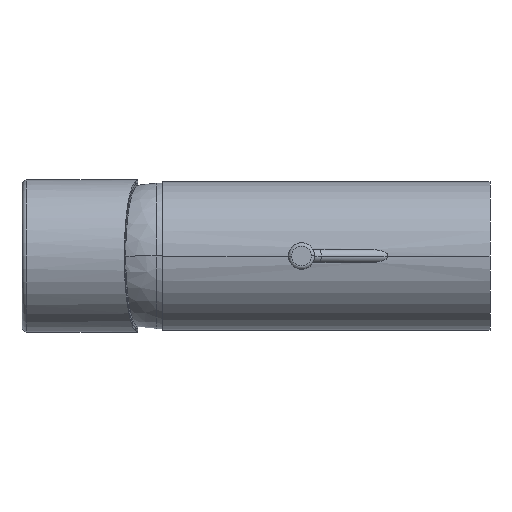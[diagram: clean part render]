
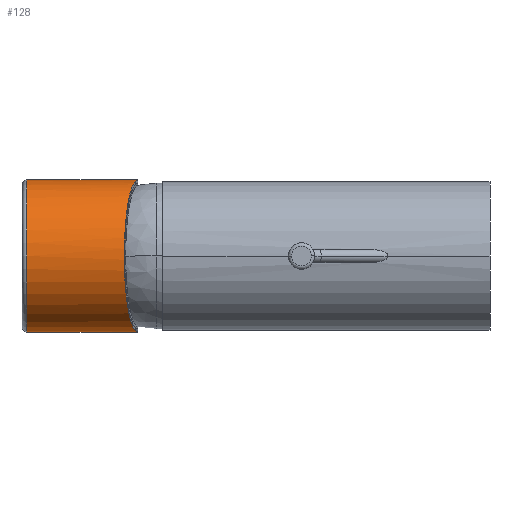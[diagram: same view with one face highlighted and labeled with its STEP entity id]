
A CAD part, left-side view. The second image highlights one B-rep face of the part: STEP entity #128.
In plain terms, the highlighted cylindrical face has radius 23 mm (diameter 46 mm), a partial arc.
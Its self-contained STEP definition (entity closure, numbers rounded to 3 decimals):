
#128=ADVANCED_FACE('NONE',(#260),#261,.T.);
#260=FACE_OUTER_BOUND('',#7072,.T.);
#261=CYLINDRICAL_SURFACE('',#7073,23.0);
#7072=EDGE_LOOP('',(#7846,#7847,#7848,#7849,#7850,#7851));
#7073=AXIS2_PLACEMENT_3D('',#7852,#7853,#7854);
#7846=ORIENTED_EDGE('',*,*,#8373,.F.);
#7847=ORIENTED_EDGE('',*,*,#8447,.T.);
#7848=ORIENTED_EDGE('',*,*,#8448,.T.);
#7849=ORIENTED_EDGE('',*,*,#8449,.T.);
#7850=ORIENTED_EDGE('',*,*,#8374,.T.);
#7851=ORIENTED_EDGE('',*,*,#8450,.F.);
#7852=CARTESIAN_POINT('',(0.,80.533,0.));
#7853=DIRECTION('',(0.0,-1.0,0.0));
#7854=DIRECTION('',(0.0,0.0,1.0));
#8373=EDGE_CURVE('NONE',#8671,#8663,#8673,.T.);
#8374=EDGE_CURVE('NONE',#8674,#8662,#8675,.T.);
#8447=EDGE_CURVE('NONE',#8671,#8798,#8799,.T.);
#8448=EDGE_CURVE('NONE',#8798,#8800,#8801,.T.);
#8449=EDGE_CURVE('NONE',#8800,#8674,#8802,.T.);
#8450=EDGE_CURVE('NONE',#8663,#8662,#8803,.T.);
#8662=VERTEX_POINT('NONE',#9299);
#8663=VERTEX_POINT('NONE',#9300);
#8671=VERTEX_POINT('NONE',#9308);
#8673=LINE('',#9313,#9314);
#8674=VERTEX_POINT('NONE',#9315);
#8675=LINE('',#9316,#9317);
#8798=VERTEX_POINT('NONE',#10685);
#8799=B_SPLINE_CURVE_WITH_KNOTS('',3,(#10686,#10687,#10688,#10689,#10690,#10691),.UNSPECIFIED.,.F.,.F.,(4,2,4),(0.004,0.007,0.009),.UNSPECIFIED.);
#8800=VERTEX_POINT('NONE',#10692);
#8801=(B_SPLINE_CURVE(3,(#10694,#10695,#10696,#10697),.UNSPECIFIED.,.F.,.F.)B_SPLINE_CURVE_WITH_KNOTS((4,4),(4.901,7.666),.UNSPECIFIED.)RATIONAL_B_SPLINE_CURVE((1.0,0.458,0.458,1.0))BOUNDED_CURVE()REPRESENTATION_ITEM('')GEOMETRIC_REPRESENTATION_ITEM()CURVE());
#8802=B_SPLINE_CURVE_WITH_KNOTS('',3,(#10704,#10705,#10706,#10707),.UNSPECIFIED.,.F.,.F.,(4,4),(0.,0.004),.UNSPECIFIED.);
#8803=CIRCLE('',#10708,23.0);
#9299=CARTESIAN_POINT('',(0.,47.1,23.0));
#9300=CARTESIAN_POINT('',(0.,47.1,-23.0));
#9308=CARTESIAN_POINT('',(0.,13.792,-23.0));
#9313=CARTESIAN_POINT('',(0.,80.533,-23.0));
#9314=VECTOR('',#11321,1000.0);
#9315=CARTESIAN_POINT('',(0.,13.792,23.0));
#9316=CARTESIAN_POINT('',(0.,80.533,23.0));
#9317=VECTOR('',#11322,1000.0);
#10685=CARTESIAN_POINT('',(-4.308,14.36,-22.593));
#10686=CARTESIAN_POINT('',(0.,13.792,-23.0));
#10687=CARTESIAN_POINT('',(-0.72,13.855,-23.0));
#10688=CARTESIAN_POINT('',(-1.44,13.934,-22.966));
#10689=CARTESIAN_POINT('',(-2.88,14.124,-22.83));
#10690=CARTESIAN_POINT('',(-3.599,14.235,-22.728));
#10691=CARTESIAN_POINT('',(-4.308,14.36,-22.593));
#10692=CARTESIAN_POINT('',(-4.308,14.36,22.593));
#10694=CARTESIAN_POINT('',(-4.308,14.36,-22.593));
#10695=CARTESIAN_POINT('',(-36.598,20.053,-16.436));
#10696=CARTESIAN_POINT('',(-36.598,20.053,16.436));
#10697=CARTESIAN_POINT('',(-4.308,14.36,22.593));
#10704=CARTESIAN_POINT('',(-4.308,14.36,22.593));
#10705=CARTESIAN_POINT('',(-2.883,14.108,22.865));
#10706=CARTESIAN_POINT('',(-1.447,13.919,23.0));
#10707=CARTESIAN_POINT('',(0.,13.792,23.0));
#10708=AXIS2_PLACEMENT_3D('',#11354,#11355,#11356);
#11321=DIRECTION('',(-0.0,1.0,-0.0));
#11322=DIRECTION('',(-0.0,1.0,-0.0));
#11354=CARTESIAN_POINT('',(0.,47.1,0.));
#11355=DIRECTION('',(-0.0,1.0,0.0));
#11356=DIRECTION('',(0.0,0.0,1.0));
